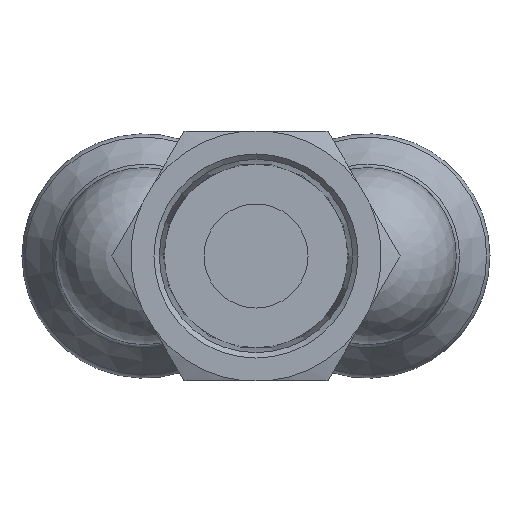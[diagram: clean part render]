
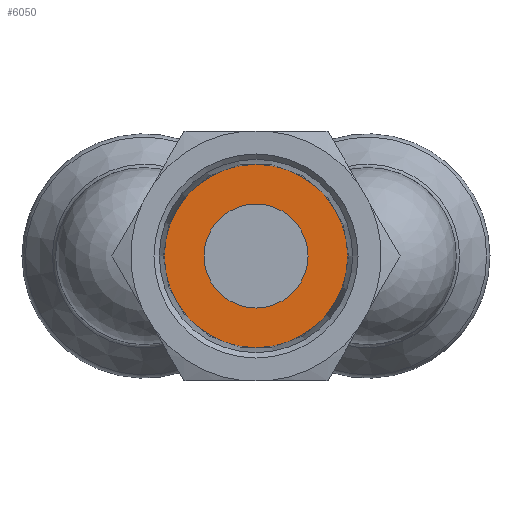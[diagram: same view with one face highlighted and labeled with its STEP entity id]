
A CAD part, front view. The second image highlights one B-rep face of the part: STEP entity #6050.
In plain terms, the highlighted face is planar.
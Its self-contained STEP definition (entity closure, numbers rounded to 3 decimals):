
#5883=CARTESIAN_POINT('',(-19.45,8.815,0.0));
#5884=VERTEX_POINT('',#5883);
#5885=CARTESIAN_POINT('',(-19.45,0.,0.0));
#5886=DIRECTION('',(-1.0,0.0,0.0));
#5887=DIRECTION('',(0.0,1.0,0.0));
#5888=AXIS2_PLACEMENT_3D('',#5885,#5886,#5887);
#5889=CIRCLE('',#5888,8.815);
#5890=EDGE_CURVE('',#5884,#5884,#5889,.T.);
#6027=CARTESIAN_POINT('',(-19.45,5.,0.0));
#6028=VERTEX_POINT('',#6027);
#6029=CARTESIAN_POINT('',(-19.45,0.,0.0));
#6030=DIRECTION('',(-1.0,0.0,0.0));
#6031=DIRECTION('',(0.0,1.0,0.0));
#6032=AXIS2_PLACEMENT_3D('',#6029,#6030,#6031);
#6033=CIRCLE('',#6032,5.);
#6034=EDGE_CURVE('',#6028,#6028,#6033,.T.);
#6039=CARTESIAN_POINT('',(-19.45,6.907,0.0));
#6040=DIRECTION('',(1.0,0.0,0.0));
#6041=DIRECTION('',(0.0,0.0,-1.0));
#6042=AXIS2_PLACEMENT_3D('',#6039,#6040,#6041);
#6043=PLANE('',#6042);
#6044=ORIENTED_EDGE('',*,*,#5890,.T.);
#6045=EDGE_LOOP('',(#6044));
#6046=FACE_OUTER_BOUND('',#6045,.T.);
#6047=ORIENTED_EDGE('',*,*,#6034,.F.);
#6048=EDGE_LOOP('',(#6047));
#6049=FACE_BOUND('',#6048,.T.);
#6050=ADVANCED_FACE('',(#6046,#6049),#6043,.F.);
